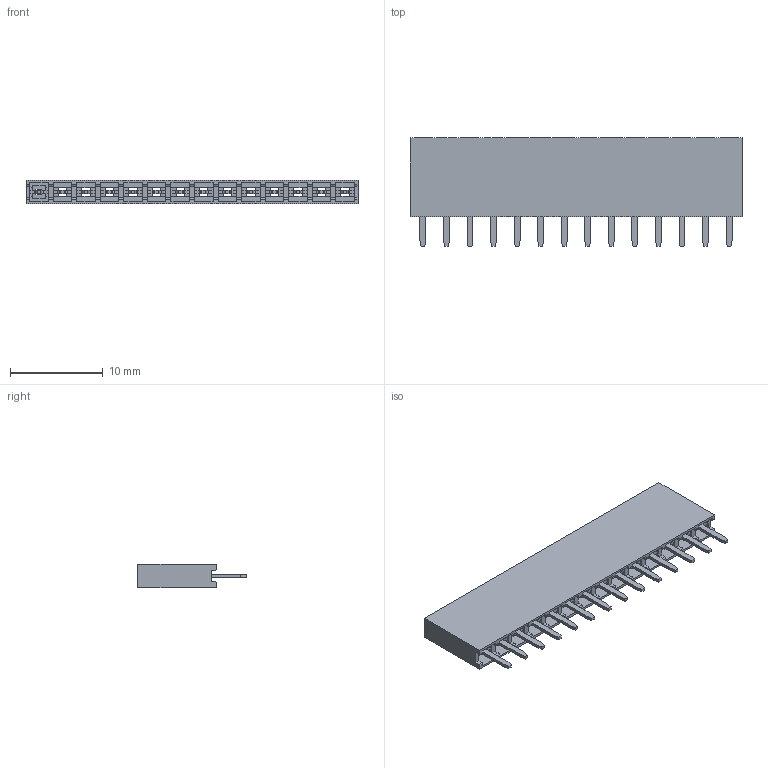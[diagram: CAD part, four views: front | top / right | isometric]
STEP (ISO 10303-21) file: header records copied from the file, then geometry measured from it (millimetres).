
FILE_DESCRIPTION(('FreeCAD Model'),'2;1');
FILE_NAME('Pin_Header_Straight_Female_1x14.step','2018-03-27T14:40:43',('kicad StepUp'),('ksu MCAD'), 'Open CASCADE STEP processor 6.8','FreeCAD','Unknown');
FILE_SCHEMA(('AUTOMOTIVE_DESIGN_CC2 { 1 2 10303 214 -1 1 5 4 }'));
Length unit declared in the file: millimetre
Products named in the file (1): Pin_Header_Straight_Female_1x14
Bounding box: 35.81 x 11.7 x 2.5 mm (x, y, z)
Volume: 330.7 mm3; surface area: 1861.9 mm2
Topology: 1 solids, 1 shells, 488 faces, 1494 edges, 996 vertices
Faces by surface type: plane 430, cylinder 58
Entity records: 19996 total; most frequent: ORIENTED_EDGE 2988, CARTESIAN_POINT 2979, DIRECTION 2588, EDGE_CURVE 1494, LINE 1378, VECTOR 1378, VERTEX_POINT 996, AXIS2_PLACEMENT_3D 605
